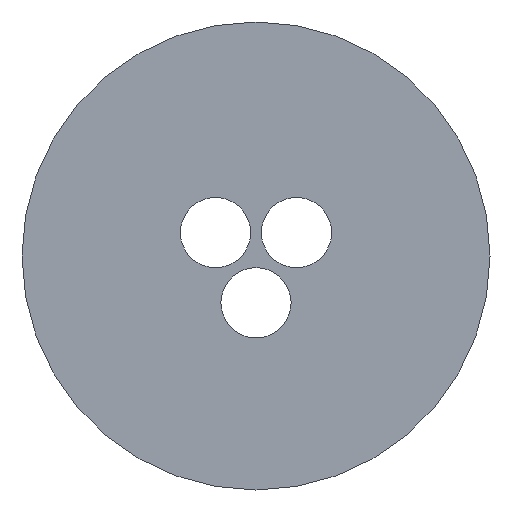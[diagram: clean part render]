
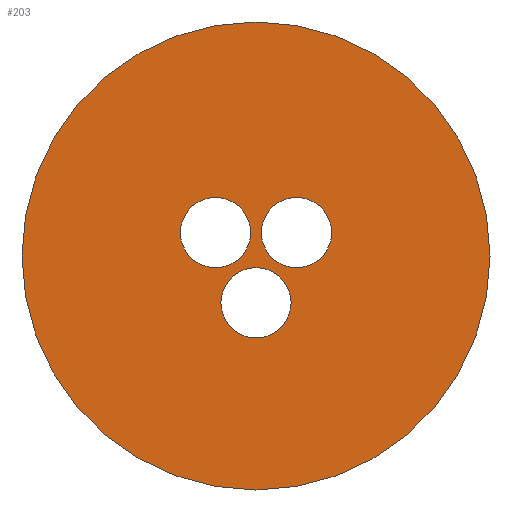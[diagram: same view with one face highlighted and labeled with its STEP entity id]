
A CAD part, front view. The second image highlights one B-rep face of the part: STEP entity #203.
In plain terms, the highlighted planar face has unit normal (0, -1, 0).
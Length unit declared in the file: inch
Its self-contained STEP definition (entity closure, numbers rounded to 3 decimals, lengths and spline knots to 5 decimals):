
#22=FACE_BOUND('',#59,.T.);
#23=FACE_BOUND('',#60,.T.);
#24=FACE_BOUND('',#61,.T.);
#30=PLANE('',#249);
#40=FACE_OUTER_BOUND('',#58,.T.);
#58=EDGE_LOOP('',(#166));
#59=EDGE_LOOP('',(#167));
#60=EDGE_LOOP('',(#168));
#61=EDGE_LOOP('',(#169));
#88=CIRCLE('',#234,0.03);
#90=CIRCLE('',#237,0.03);
#92=CIRCLE('',#240,0.03);
#97=CIRCLE('',#248,0.2);
#104=VERTEX_POINT('',#335);
#106=VERTEX_POINT('',#341);
#108=VERTEX_POINT('',#347);
#113=VERTEX_POINT('',#361);
#120=EDGE_CURVE('',#104,#104,#88,.T.);
#123=EDGE_CURVE('',#106,#106,#90,.T.);
#126=EDGE_CURVE('',#108,#108,#92,.T.);
#132=EDGE_CURVE('',#113,#113,#97,.T.);
#166=ORIENTED_EDGE('',*,*,#132,.T.);
#167=ORIENTED_EDGE('',*,*,#120,.T.);
#168=ORIENTED_EDGE('',*,*,#123,.T.);
#169=ORIENTED_EDGE('',*,*,#126,.T.);
#203=ADVANCED_FACE('',(#40,#22,#23,#24),#30,.T.);
#234=AXIS2_PLACEMENT_3D('',#336,#267,#268);
#237=AXIS2_PLACEMENT_3D('',#342,#274,#275);
#240=AXIS2_PLACEMENT_3D('',#348,#281,#282);
#248=AXIS2_PLACEMENT_3D('',#362,#298,#299);
#249=AXIS2_PLACEMENT_3D('',#364,#301,#302);
#267=DIRECTION('center_axis',(0.,1.,0.));
#268=DIRECTION('ref_axis',(1.,0.,0.));
#274=DIRECTION('center_axis',(0.,1.,0.));
#275=DIRECTION('ref_axis',(1.,0.,0.));
#281=DIRECTION('center_axis',(0.,1.,0.));
#282=DIRECTION('ref_axis',(1.,0.,0.));
#298=DIRECTION('center_axis',(0.,-1.,0.));
#299=DIRECTION('ref_axis',(1.,0.,0.));
#301=DIRECTION('center_axis',(0.,-1.,0.));
#302=DIRECTION('ref_axis',(0.,0.,-1.));
#335=CARTESIAN_POINT('',(0.00464,-0.125,0.02));
#336=CARTESIAN_POINT('Origin',(0.03464,-0.125,0.02));
#341=CARTESIAN_POINT('',(-0.03,-0.125,-0.04));
#342=CARTESIAN_POINT('Origin',(0.,-0.125,-0.04));
#347=CARTESIAN_POINT('',(-0.06464,-0.125,0.02));
#348=CARTESIAN_POINT('Origin',(-0.03464,-0.125,0.02));
#361=CARTESIAN_POINT('',(-0.2,-0.125,0.));
#362=CARTESIAN_POINT('Origin',(0.,-0.125,0.));
#364=CARTESIAN_POINT('Origin',(0.,-0.125,0.));
